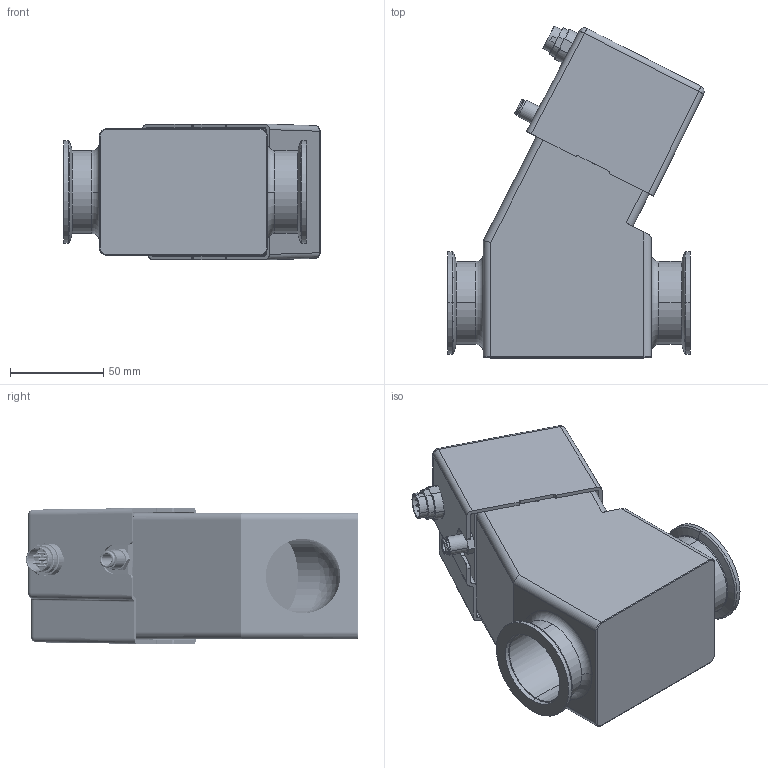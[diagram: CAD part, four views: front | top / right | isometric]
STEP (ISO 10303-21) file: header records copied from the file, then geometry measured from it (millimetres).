
FILE_DESCRIPTION (( 'STEP AP214' ), '1' );
FILE_NAME ('PAIV-A04130 SHELLED.STEP', '2025-12-04T17:10:11', ( '' ), ( '' ), 'SwSTEP 2.0', 'SolidWorks 2023', '' );
FILE_SCHEMA (( 'AUTOMOTIVE_DESIGN' ));
Length unit declared in the file: millimetre
Products named in the file (14): 29-00062_5225K506; 39-01023_SHELLED; 2000195047_FOR ASSEMBLY; PAIV-A04130 SHELLED; 36-00436_extended; 2000240558_SHELLED; 35-01478; 2000194031_SHELLED; 22-00050; 35-01474_SHELLED; 9551-00005M-30_91292A192; 35-01461_DN40; 36-00436 D_extended; 37-00108
Assembly tree (13 placements, depth 4):
  PAIV-A04130 SHELLED
    35-01461_DN40
    2000240558_SHELLED
      39-01023_SHELLED
        36-00436_extended
        35-01478
        35-01474_SHELLED
        36-00436 D_extended
      2000194031_SHELLED
      29-00062_5225K506
      9551-00005M-30_91292A192
      37-00108
      2000195047_FOR ASSEMBLY
        22-00050
Bounding box: 137.52 x 178.12 x 72.93 mm (x, y, z)
Volume: 512170.6 mm3; surface area: 320535.5 mm2
Topology: 10 solids, 13 shells, 1465 faces, 3327 edges, 2056 vertices
Faces by surface type: torus 513, plane 390, cylinder 302, cone 174, bspline 70, sphere 16
Entity records: 67289 total; most frequent: CARTESIAN_POINT 35521, ORIENTED_EDGE 6572, DIRECTION 6403, EDGE_CURVE 3293, AXIS2_PLACEMENT_3D 2768, VERTEX_POINT 2056, EDGE_LOOP 1726, FACE_OUTER_BOUND 1465
